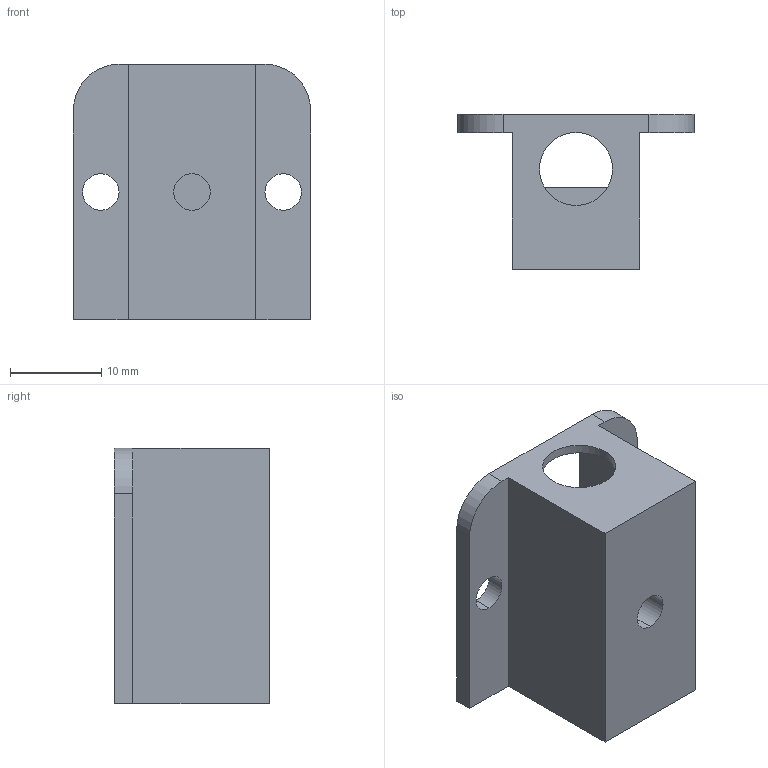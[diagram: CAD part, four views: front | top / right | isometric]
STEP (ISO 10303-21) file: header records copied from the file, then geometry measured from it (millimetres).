
FILE_DESCRIPTION (( 'STEP AP214' ), '1' );
FILE_NAME ('n20µç»ú¹Ì¶¨.STEP', '2026-01-05T15:14:20', ( '' ), ( '' ), 'SwSTEP 2.0', 'SolidWorks 2022', '' );
FILE_SCHEMA (( 'AUTOMOTIVE_DESIGN' ));
Length unit declared in the file: millimetre
Products named in the file (1): n20电机固定
Bounding box: 26 x 17 x 28 mm (x, y, z)
Volume: 3960.3 mm3; surface area: 3448.3 mm2
Topology: 1 solids, 1 shells, 27 faces, 74 edges, 49 vertices
Faces by surface type: plane 17, cylinder 10
Entity records: 907 total; most frequent: DIRECTION 151, CARTESIAN_POINT 151, ORIENTED_EDGE 148, EDGE_CURVE 74, VECTOR 53, LINE 53, AXIS2_PLACEMENT_3D 49, VERTEX_POINT 49
